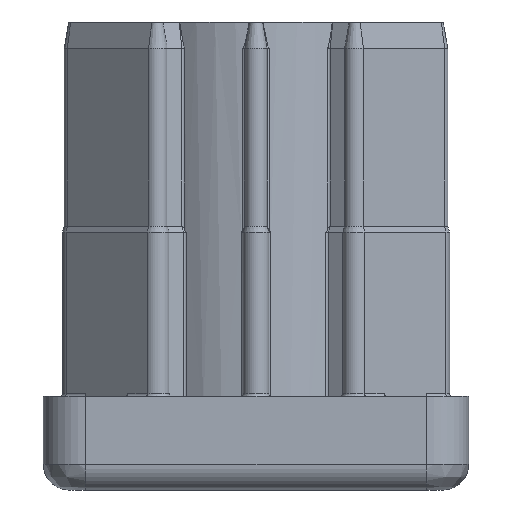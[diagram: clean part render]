
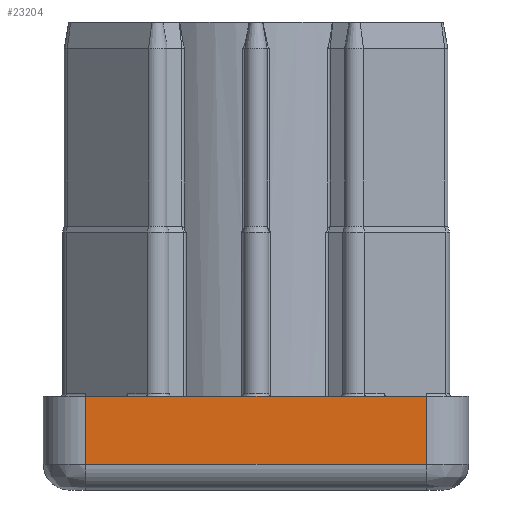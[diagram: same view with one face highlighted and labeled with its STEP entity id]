
A CAD part, front view. The second image highlights one B-rep face of the part: STEP entity #23204.
In plain terms, the highlighted planar face has unit normal (0, -1, 0).
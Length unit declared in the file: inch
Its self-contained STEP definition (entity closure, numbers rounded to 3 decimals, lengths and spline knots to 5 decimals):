
#292 = VERTEX_POINT ( 'NONE', #2326 ) ;
#413 = CARTESIAN_POINT ( 'NONE',  ( -0.7874, -0.98425, 0.11811 ) ) ;
#783 = DIRECTION ( 'NONE',  ( 1., 0., 0. ) ) ;
#882 = EDGE_CURVE ( 'NONE', #4950, #292, #20684, .T. ) ;
#1046 = CARTESIAN_POINT ( 'NONE',  ( 0.7874, -0.98425, 0.11811 ) ) ;
#1921 = LINE ( 'NONE', #16158, #7783 ) ;
#2326 = CARTESIAN_POINT ( 'NONE',  ( -0.7874, -0.98425, 0.43307 ) ) ;
#2340 = LINE ( 'NONE', #5439, #7515 ) ;
#3101 = PLANE ( 'NONE',  #25044 ) ;
#3194 = VECTOR ( 'NONE', #13217, 39.37008 ) ;
#4950 = VERTEX_POINT ( 'NONE', #413 ) ;
#5439 = CARTESIAN_POINT ( 'NONE',  ( 0.7874, -0.98425, 0.43307 ) ) ;
#7515 = VECTOR ( 'NONE', #18549, 39.37008 ) ;
#7554 = CARTESIAN_POINT ( 'NONE',  ( 0.7874, -0.98425, 0.43307 ) ) ;
#7783 = VECTOR ( 'NONE', #783, 39.37008 ) ;
#10115 = DIRECTION ( 'NONE',  ( -1., 0., 0. ) ) ;
#10973 = ORIENTED_EDGE ( 'NONE', *, *, #882, .F. ) ;
#10992 = CARTESIAN_POINT ( 'NONE',  ( -0.7874, -0.98425, 0.43307 ) ) ;
#11181 = ORIENTED_EDGE ( 'NONE', *, *, #14631, .F. ) ;
#11232 = EDGE_CURVE ( 'NONE', #22102, #4950, #26561, .T. ) ;
#11952 = CARTESIAN_POINT ( 'NONE',  ( -0.98425, -0.98425, 0.43307 ) ) ;
#13217 = DIRECTION ( 'NONE',  ( 0., 0., 1. ) ) ;
#14181 = DIRECTION ( 'NONE',  ( 0., 0., 1. ) ) ;
#14269 = EDGE_CURVE ( 'NONE', #25349, #22102, #2340, .T. ) ;
#14395 = ORIENTED_EDGE ( 'NONE', *, *, #11232, .F. ) ;
#14631 = EDGE_CURVE ( 'NONE', #292, #25349, #1921, .T. ) ;
#14959 = VECTOR ( 'NONE', #10115, 39.37008 ) ;
#16158 = CARTESIAN_POINT ( 'NONE',  ( -0.98425, -0.98425, 0.43307 ) ) ;
#18549 = DIRECTION ( 'NONE',  ( 0., 0., -1. ) ) ;
#18623 = CARTESIAN_POINT ( 'NONE',  ( -0.98425, -0.98425, 0.11811 ) ) ;
#18850 = ORIENTED_EDGE ( 'NONE', *, *, #14269, .F. ) ;
#20684 = LINE ( 'NONE', #10992, #3194 ) ;
#22102 = VERTEX_POINT ( 'NONE', #1046 ) ;
#23204 = ADVANCED_FACE ( 'NONE', ( #24082 ), #3101, .F. ) ;
#24082 = FACE_OUTER_BOUND ( 'NONE', #27801, .T. ) ;
#25044 = AXIS2_PLACEMENT_3D ( 'NONE', #11952, #27235, #14181 ) ;
#25349 = VERTEX_POINT ( 'NONE', #7554 ) ;
#26561 = LINE ( 'NONE', #18623, #14959 ) ;
#27235 = DIRECTION ( 'NONE',  ( 0., 1., 0. ) ) ;
#27801 = EDGE_LOOP ( 'NONE', ( #14395, #18850, #11181, #10973 ) ) ;
